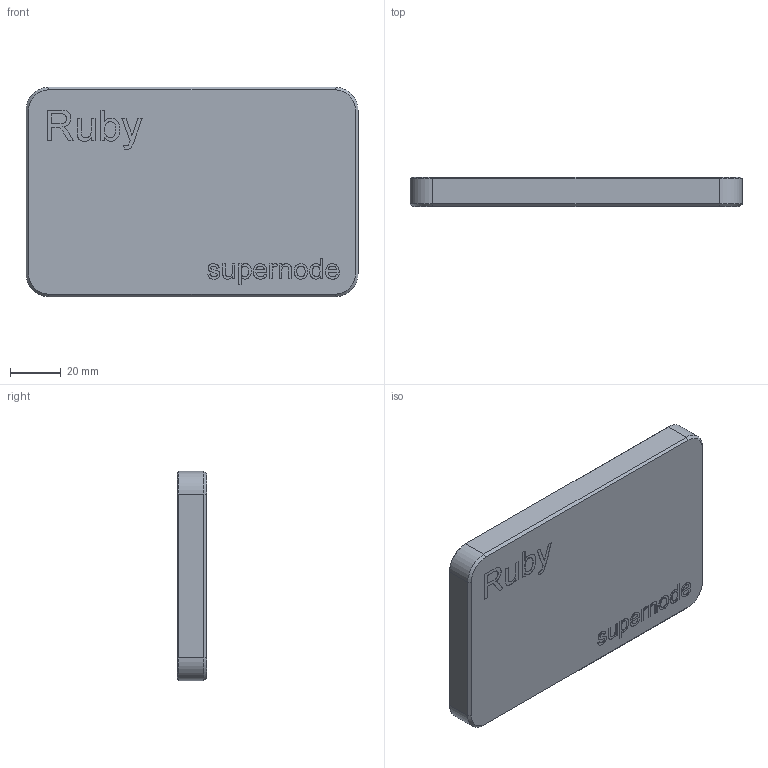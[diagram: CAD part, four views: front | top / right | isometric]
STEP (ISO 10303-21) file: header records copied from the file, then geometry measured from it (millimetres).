
FILE_DESCRIPTION (( 'STEP AP214' ), '1' );
FILE_NAME ('DisplayCoverRuby.STEP', '2025-07-04T21:01:21', ( '' ), ( '' ), 'SwSTEP 2.0', 'SolidWorks 2024', '' );
FILE_SCHEMA (( 'AUTOMOTIVE_DESIGN' ));
Length unit declared in the file: millimetre
Products named in the file (1): DisplayCoverRuby
Bounding box: 130.25 x 11.4 x 82.15 mm (x, y, z)
Volume: 18654.9 mm3; surface area: 29655.2 mm2
Topology: 1 solids, 1 shells, 259 faces, 668 edges, 432 vertices
Faces by surface type: plane 122, bspline 109, cone 16, cylinder 12
Entity records: 12827 total; most frequent: CARTESIAN_POINT 7229, ORIENTED_EDGE 1336, DIRECTION 788, EDGE_CURVE 668, VERTEX_POINT 432, VECTOR 414, LINE 414, EDGE_LOOP 280
